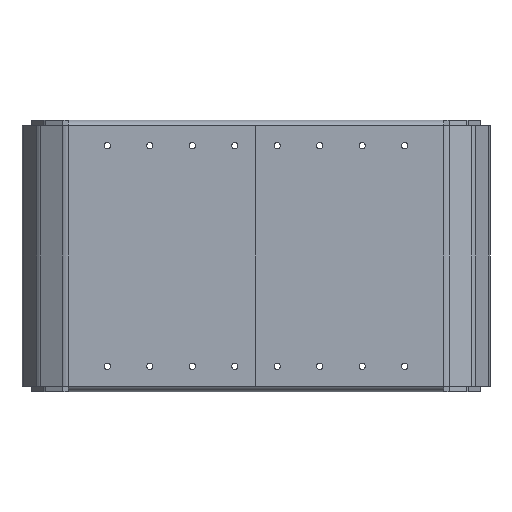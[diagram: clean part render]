
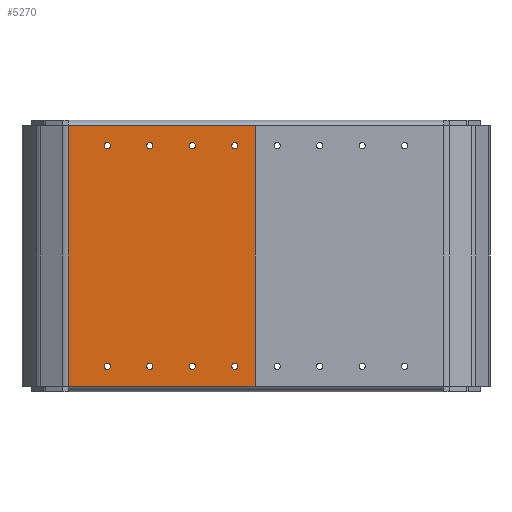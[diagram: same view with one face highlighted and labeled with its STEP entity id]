
A CAD part, front view. The second image highlights one B-rep face of the part: STEP entity #5270.
In plain terms, the highlighted planar face has unit normal (0, -1, 0).
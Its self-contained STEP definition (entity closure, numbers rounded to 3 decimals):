
#131=FACE_BOUND('',#1075,.T.);
#132=FACE_BOUND('',#1076,.T.);
#133=FACE_BOUND('',#1077,.T.);
#134=FACE_BOUND('',#1078,.T.);
#135=FACE_BOUND('',#1079,.T.);
#136=FACE_BOUND('',#1080,.T.);
#137=FACE_BOUND('',#1081,.T.);
#138=FACE_BOUND('',#1082,.T.);
#288=CIRCLE('',#5679,2.75);
#290=CIRCLE('',#5683,2.75);
#292=CIRCLE('',#5687,2.75);
#294=CIRCLE('',#5691,2.75);
#296=CIRCLE('',#5695,2.75);
#298=CIRCLE('',#5699,2.75);
#300=CIRCLE('',#5703,2.75);
#302=CIRCLE('',#5707,2.75);
#670=FACE_OUTER_BOUND('',#1074,.T.);
#1074=EDGE_LOOP('',(#4391,#4392,#4393,#4394));
#1075=EDGE_LOOP('',(#4395));
#1076=EDGE_LOOP('',(#4396));
#1077=EDGE_LOOP('',(#4397));
#1078=EDGE_LOOP('',(#4398));
#1079=EDGE_LOOP('',(#4399));
#1080=EDGE_LOOP('',(#4400));
#1081=EDGE_LOOP('',(#4401));
#1082=EDGE_LOOP('',(#4402));
#1563=LINE('',#8390,#2081);
#1568=LINE('',#8403,#2086);
#1575=LINE('',#8421,#2093);
#1577=LINE('',#8424,#2095);
#2081=VECTOR('',#6859,10.);
#2086=VECTOR('',#6870,7.2);
#2093=VECTOR('',#6889,10.);
#2095=VECTOR('',#6893,10.);
#2550=VERTEX_POINT('',#8328);
#2552=VERTEX_POINT('',#8336);
#2554=VERTEX_POINT('',#8344);
#2556=VERTEX_POINT('',#8352);
#2558=VERTEX_POINT('',#8360);
#2560=VERTEX_POINT('',#8368);
#2562=VERTEX_POINT('',#8376);
#2564=VERTEX_POINT('',#8384);
#2565=VERTEX_POINT('',#8388);
#2566=VERTEX_POINT('',#8389);
#2571=VERTEX_POINT('',#8401);
#2576=VERTEX_POINT('',#8420);
#3146=EDGE_CURVE('',#2550,#2550,#288,.T.);
#3150=EDGE_CURVE('',#2552,#2552,#290,.T.);
#3154=EDGE_CURVE('',#2554,#2554,#292,.T.);
#3158=EDGE_CURVE('',#2556,#2556,#294,.T.);
#3162=EDGE_CURVE('',#2558,#2558,#296,.T.);
#3166=EDGE_CURVE('',#2560,#2560,#298,.T.);
#3170=EDGE_CURVE('',#2562,#2562,#300,.T.);
#3174=EDGE_CURVE('',#2564,#2564,#302,.T.);
#3175=EDGE_CURVE('',#2565,#2566,#1563,.T.);
#3182=EDGE_CURVE('',#2566,#2571,#1568,.T.);
#3191=EDGE_CURVE('',#2576,#2565,#1575,.T.);
#3193=EDGE_CURVE('',#2571,#2576,#1577,.T.);
#4391=ORIENTED_EDGE('',*,*,#3175,.T.);
#4392=ORIENTED_EDGE('',*,*,#3182,.T.);
#4393=ORIENTED_EDGE('',*,*,#3193,.T.);
#4394=ORIENTED_EDGE('',*,*,#3191,.T.);
#4395=ORIENTED_EDGE('',*,*,#3146,.T.);
#4396=ORIENTED_EDGE('',*,*,#3150,.T.);
#4397=ORIENTED_EDGE('',*,*,#3154,.T.);
#4398=ORIENTED_EDGE('',*,*,#3158,.T.);
#4399=ORIENTED_EDGE('',*,*,#3162,.T.);
#4400=ORIENTED_EDGE('',*,*,#3166,.T.);
#4401=ORIENTED_EDGE('',*,*,#3170,.T.);
#4402=ORIENTED_EDGE('',*,*,#3174,.T.);
#5012=PLANE('',#5720);
#5270=ADVANCED_FACE('',(#670,#131,#132,#133,#134,#135,#136,#137,#138),#5012,
 .T.);
#5679=AXIS2_PLACEMENT_3D('',#8330,#6785,#6786);
#5683=AXIS2_PLACEMENT_3D('',#8338,#6795,#6796);
#5687=AXIS2_PLACEMENT_3D('',#8346,#6805,#6806);
#5691=AXIS2_PLACEMENT_3D('',#8354,#6815,#6816);
#5695=AXIS2_PLACEMENT_3D('',#8362,#6825,#6826);
#5699=AXIS2_PLACEMENT_3D('',#8370,#6835,#6836);
#5703=AXIS2_PLACEMENT_3D('',#8378,#6845,#6846);
#5707=AXIS2_PLACEMENT_3D('',#8386,#6855,#6856);
#5720=AXIS2_PLACEMENT_3D('',#8427,#6897,#6898);
#6785=DIRECTION('center_axis',(0.,1.,0.));
#6786=DIRECTION('ref_axis',(-1.,0.,0.));
#6795=DIRECTION('center_axis',(0.,1.,0.));
#6796=DIRECTION('ref_axis',(-1.,0.,0.));
#6805=DIRECTION('center_axis',(0.,1.,0.));
#6806=DIRECTION('ref_axis',(-1.,0.,0.));
#6815=DIRECTION('center_axis',(0.,1.,0.));
#6816=DIRECTION('ref_axis',(-1.,0.,0.));
#6825=DIRECTION('center_axis',(0.,1.,0.));
#6826=DIRECTION('ref_axis',(-1.,0.,0.));
#6835=DIRECTION('center_axis',(0.,1.,0.));
#6836=DIRECTION('ref_axis',(-1.,0.,0.));
#6845=DIRECTION('center_axis',(0.,1.,0.));
#6846=DIRECTION('ref_axis',(-1.,0.,0.));
#6855=DIRECTION('center_axis',(0.,1.,0.));
#6856=DIRECTION('ref_axis',(-1.,0.,0.));
#6859=DIRECTION('',(0.,0.,-1.));
#6870=DIRECTION('',(1.,0.,0.));
#6889=DIRECTION('',(-1.,0.,0.));
#6893=DIRECTION('',(0.,0.,1.));
#6897=DIRECTION('center_axis',(0.,-1.,0.));
#6898=DIRECTION('ref_axis',(0.,0.,-1.));
#8328=CARTESIAN_POINT('',(77.718,-98.796,-17.5));
#8330=CARTESIAN_POINT('Origin',(74.968,-98.796,-17.5));
#8336=CARTESIAN_POINT('',(152.756,-98.796,-17.5));
#8338=CARTESIAN_POINT('Origin',(150.006,-98.796,-17.5));
#8344=CARTESIAN_POINT('',(152.756,-98.796,-212.5));
#8346=CARTESIAN_POINT('Origin',(150.006,-98.796,-212.5));
#8352=CARTESIAN_POINT('',(115.237,-98.796,-17.5));
#8354=CARTESIAN_POINT('Origin',(112.487,-98.796,-17.5));
#8360=CARTESIAN_POINT('',(40.199,-98.796,-17.5));
#8362=CARTESIAN_POINT('Origin',(37.449,-98.796,-17.5));
#8368=CARTESIAN_POINT('',(40.199,-98.796,-212.5));
#8370=CARTESIAN_POINT('Origin',(37.449,-98.796,-212.5));
#8376=CARTESIAN_POINT('',(77.718,-98.796,-212.5));
#8378=CARTESIAN_POINT('Origin',(74.968,-98.796,-212.5));
#8384=CARTESIAN_POINT('',(115.237,-98.796,-212.5));
#8386=CARTESIAN_POINT('Origin',(112.487,-98.796,-212.5));
#8388=CARTESIAN_POINT('',(2.679,-98.796,0.));
#8389=CARTESIAN_POINT('',(2.679,-98.796,-230.));
#8390=CARTESIAN_POINT('',(2.679,-98.796,-115.));
#8401=CARTESIAN_POINT('',(168.,-98.796,-230.));
#8403=CARTESIAN_POINT('',(-19.94,-98.796,-230.));
#8420=CARTESIAN_POINT('',(168.,-98.796,0.));
#8421=CARTESIAN_POINT('',(2.679,-98.796,0.));
#8424=CARTESIAN_POINT('',(168.,-98.796,0.));
#8427=CARTESIAN_POINT('Origin',(83.455,-98.796,-115.));
